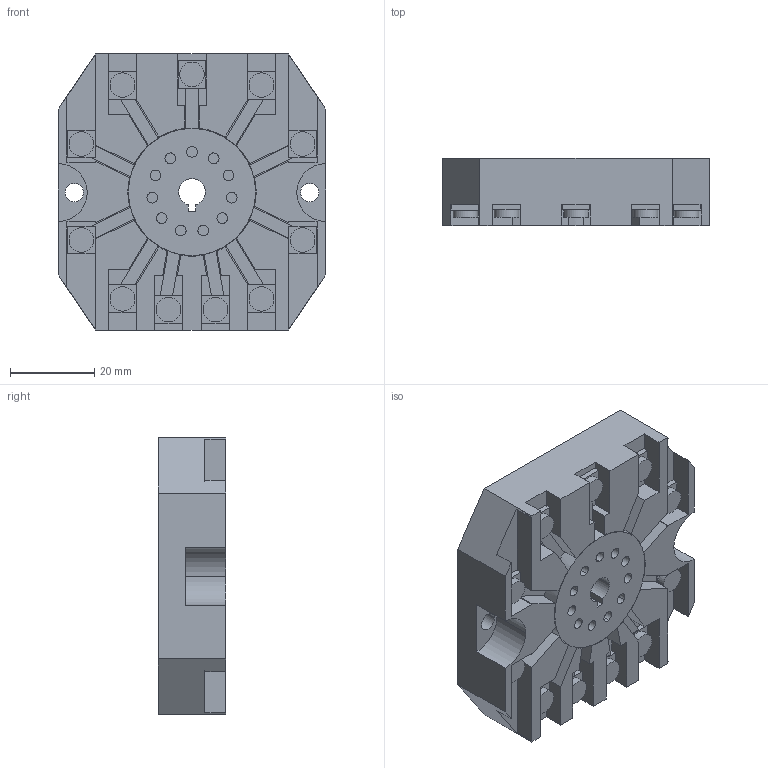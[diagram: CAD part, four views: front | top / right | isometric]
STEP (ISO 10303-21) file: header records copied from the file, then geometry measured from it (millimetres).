
FILE_DESCRIPTION(('starvars output'),'2;1');
FILE_NAME('cv20190909164707000021343.stp','16:47:07 2019/09/09',( 'Thomas Industrial Network Germany GmbH'),( 'Thomas Industrial Network Germany GmbH'),'unknown preprocess','ACIS' ,'unknown authorization');
FILE_SCHEMA(('AUTOMOTIVE_DESIGN_CC2 {UNKNOWN IMPLEMENTATION LEVEL}'));
Length unit declared in the file: millimetre
Products named in the file (1): PRODUCT_ID_1
Bounding box: 63.5 x 15.98 x 65.79 mm (x, y, z)
Volume: 53896.8 mm3; surface area: 17444.4 mm2
Topology: 1 solids, 1 shells, 273 faces, 744 edges, 496 vertices
Faces by surface type: plane 203, cylinder 70
Entity records: 10023 total; most frequent: ORIENTED_EDGE 1488, CARTESIAN_POINT 1335, DIRECTION 1130, EDGE_CURVE 744, VECTOR 548, LINE 548, VERTEX_POINT 496, EDGE_LOOP 302
